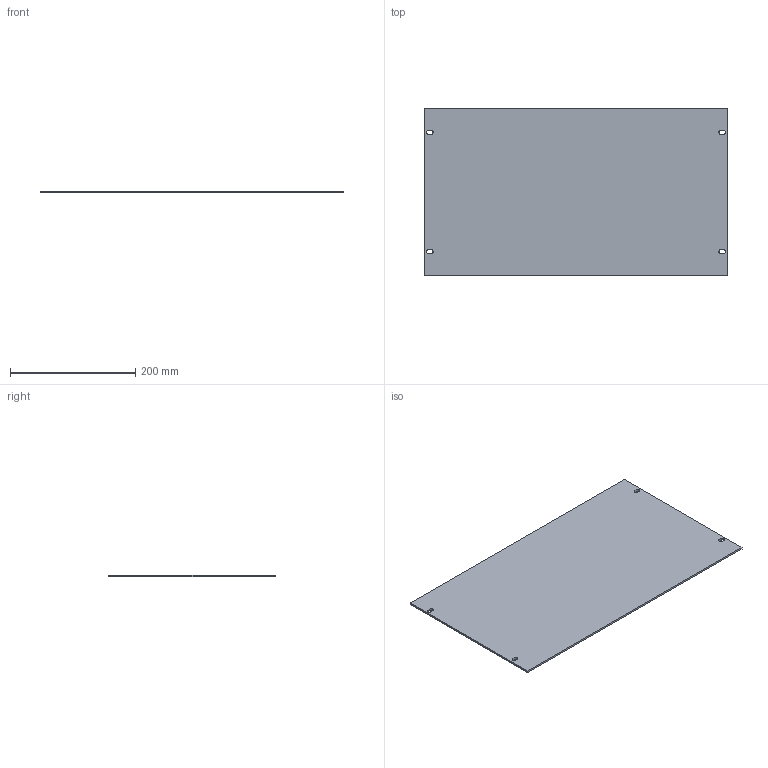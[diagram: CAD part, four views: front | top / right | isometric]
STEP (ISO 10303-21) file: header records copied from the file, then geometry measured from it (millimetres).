
FILE_DESCRIPTION(/* description */ (''),/* implementation_level */ '2;1');
FILE_NAME(/* name */ '31000063_FPS 00680.stp',/* time_stamp */ '2021-04-30T08:37:41+02:00',/* author */ ('eschoebel'),/* organization */ ('Fa. Bopla'),/* preprocessor_version */ 'ST-DEVELOPER v17.2',/* originating_system */ 'Autodesk Inventor 2019',/* authorisation */ '');
FILE_SCHEMA (('AUTOMOTIVE_DESIGN { 1 0 10303 214 3 1 1 }'));
Length unit declared in the file: millimetre
Products named in the file (1): Internorm FPS 00680
Bounding box: 482.6 x 265.9 x 3 mm (x, y, z)
Volume: 384248.6 mm3; surface area: 260997.1 mm2
Topology: 1 solids, 1 shells, 22 faces, 60 edges, 40 vertices
Faces by surface type: plane 14, cylinder 8
Entity records: 757 total; most frequent: CARTESIAN_POINT 123, DIRECTION 122, ORIENTED_EDGE 120, EDGE_CURVE 60, LINE 44, VECTOR 44, VERTEX_POINT 40, AXIS2_PLACEMENT_3D 39
